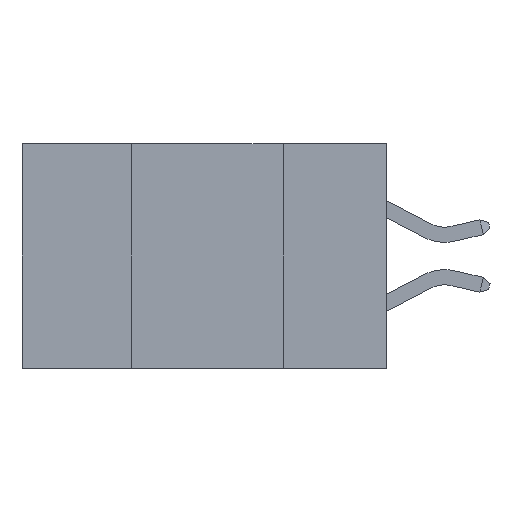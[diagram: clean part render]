
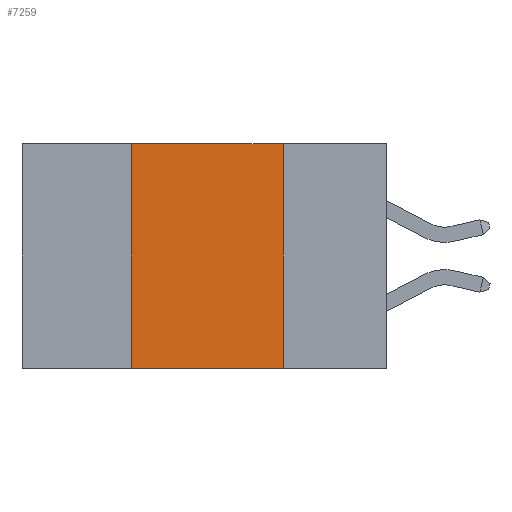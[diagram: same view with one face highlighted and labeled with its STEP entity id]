
A CAD part, left-side view. The second image highlights one B-rep face of the part: STEP entity #7259.
In plain terms, the highlighted planar face has unit normal (-1, 0, 0).
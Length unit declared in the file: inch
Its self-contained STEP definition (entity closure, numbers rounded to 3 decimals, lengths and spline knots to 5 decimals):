
#128 = DIRECTION ( 'NONE',  ( 0., 0., -1. ) ) ;
#241 = PLANE ( 'NONE',  #9459 ) ;
#808 = CARTESIAN_POINT ( 'NONE',  ( 0., 0.6, 0. ) ) ;
#841 = CARTESIAN_POINT ( 'NONE',  ( 0., 0.42, 0. ) ) ;
#1433 = FACE_OUTER_BOUND ( 'NONE', #3166, .T. ) ;
#3166 = EDGE_LOOP ( 'NONE', ( #3712, #3763, #8594, #16914 ) ) ;
#3712 = ORIENTED_EDGE ( 'NONE', *, *, #4462, .F. ) ;
#3761 = LINE ( 'NONE', #12405, #14007 ) ;
#3763 = ORIENTED_EDGE ( 'NONE', *, *, #15417, .F. ) ;
#3964 = EDGE_CURVE ( 'NONE', #15391, #14343, #7829, .T. ) ;
#4440 = VERTEX_POINT ( 'NONE', #5247 ) ;
#4462 = EDGE_CURVE ( 'NONE', #6439, #4440, #17227, .T. ) ;
#5247 = CARTESIAN_POINT ( 'NONE',  ( 0., 0.17, -0.37 ) ) ;
#5428 = DIRECTION ( 'NONE',  ( 1., 0., 0. ) ) ;
#5658 = CARTESIAN_POINT ( 'NONE',  ( 0., 0.6, 0. ) ) ;
#5766 = CARTESIAN_POINT ( 'NONE',  ( 0., 0.42, 0. ) ) ;
#5917 = DIRECTION ( 'NONE',  ( 0., 0., -1. ) ) ;
#5937 = VECTOR ( 'NONE', #7517, 39.37008 ) ;
#6439 = VERTEX_POINT ( 'NONE', #13800 ) ;
#6823 = DIRECTION ( 'NONE',  ( 0., -1., 0. ) ) ;
#7259 = ADVANCED_FACE ( 'NONE', ( #1433 ), #241, .F. ) ;
#7517 = DIRECTION ( 'NONE',  ( 0., 0., 1. ) ) ;
#7829 = LINE ( 'NONE', #5766, #5937 ) ;
#8441 = VECTOR ( 'NONE', #5917, 39.37008 ) ;
#8594 = ORIENTED_EDGE ( 'NONE', *, *, #3964, .F. ) ;
#9459 = AXIS2_PLACEMENT_3D ( 'NONE', #5658, #5428, #128 ) ;
#10742 = EDGE_CURVE ( 'NONE', #15391, #4440, #3761, .T. ) ;
#11111 = VECTOR ( 'NONE', #11474, 39.37008 ) ;
#11474 = DIRECTION ( 'NONE',  ( 0., -1., 0. ) ) ;
#11518 = LINE ( 'NONE', #808, #11111 ) ;
#12405 = CARTESIAN_POINT ( 'NONE',  ( 0., 0.6, -0.37 ) ) ;
#12813 = CARTESIAN_POINT ( 'NONE',  ( 0., 0.42, -0.37 ) ) ;
#13800 = CARTESIAN_POINT ( 'NONE',  ( 0., 0.17, 0. ) ) ;
#13927 = CARTESIAN_POINT ( 'NONE',  ( 0., 0.17, 0. ) ) ;
#14007 = VECTOR ( 'NONE', #6823, 39.37008 ) ;
#14343 = VERTEX_POINT ( 'NONE', #841 ) ;
#15391 = VERTEX_POINT ( 'NONE', #12813 ) ;
#15417 = EDGE_CURVE ( 'NONE', #14343, #6439, #11518, .T. ) ;
#16914 = ORIENTED_EDGE ( 'NONE', *, *, #10742, .T. ) ;
#17227 = LINE ( 'NONE', #13927, #8441 ) ;
